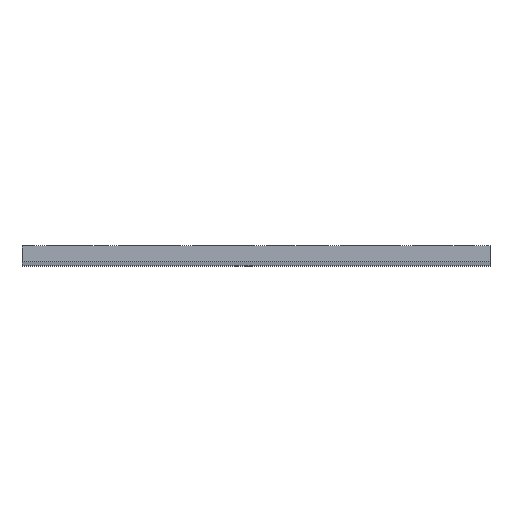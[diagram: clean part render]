
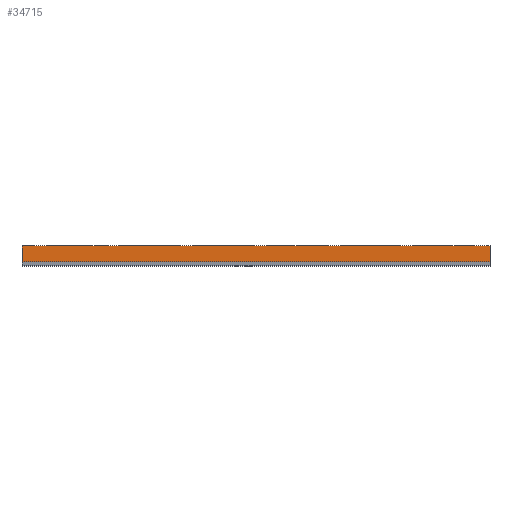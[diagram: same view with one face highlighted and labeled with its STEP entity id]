
A CAD part, top view. The second image highlights one B-rep face of the part: STEP entity #34715.
In plain terms, the highlighted planar face has unit normal (0, 0, 1).
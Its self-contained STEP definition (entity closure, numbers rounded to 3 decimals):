
#69=DIRECTION('',(0.,1.,0.));
#70=VECTOR('',#69,4.);
#71=CARTESIAN_POINT('',(0.,-4.,38.));
#72=LINE('',#71,#70);
#113=DIRECTION('',(0.,1.,0.));
#114=VECTOR('',#113,4.);
#115=CARTESIAN_POINT('',(119.2,-4.,38.));
#116=LINE('',#115,#114);
#323=DIRECTION('',(1.,0.,0.));
#324=VECTOR('',#323,119.2);
#325=CARTESIAN_POINT('',(0.,0.,38.));
#326=LINE('',#325,#324);
#12035=DIRECTION('',(-1.,0.,0.));
#12036=VECTOR('',#12035,119.2);
#12037=CARTESIAN_POINT('',(119.2,-4.,38.));
#12038=LINE('',#12037,#12036);
#13947=CARTESIAN_POINT('',(0.,0.,38.));
#13949=VERTEX_POINT('',#13947);
#13975=CARTESIAN_POINT('',(119.2,0.,38.));
#13977=VERTEX_POINT('',#13975);
#14291=CARTESIAN_POINT('',(119.2,-4.,38.));
#14292=CARTESIAN_POINT('',(0.,-4.,38.));
#14293=VERTEX_POINT('',#14291);
#14294=VERTEX_POINT('',#14292);
#34704=CARTESIAN_POINT('',(0.,-5.,38.));
#34705=DIRECTION('',(0.,0.,1.));
#34706=DIRECTION('',(0.,1.,0.));
#34707=AXIS2_PLACEMENT_3D('',#34704,#34705,#34706);
#34708=PLANE('',#34707);
#34709=ORIENTED_EDGE('',*,*,#34699,.T.);
#34710=ORIENTED_EDGE('',*,*,#18004,.T.);
#34711=ORIENTED_EDGE('',*,*,#18302,.T.);
#34712=ORIENTED_EDGE('',*,*,#18056,.F.);
#34713=EDGE_LOOP('',(#34709,#34710,#34711,#34712));
#34714=FACE_OUTER_BOUND('',#34713,.F.);
#34715=ADVANCED_FACE('',(#34714),#34708,.T.);
#18004=EDGE_CURVE('',#14294,#13949,#72,.T.);
#18056=EDGE_CURVE('',#14293,#13977,#116,.T.);
#18302=EDGE_CURVE('',#13949,#13977,#326,.T.);
#34699=EDGE_CURVE('',#14293,#14294,#12038,.T.);
